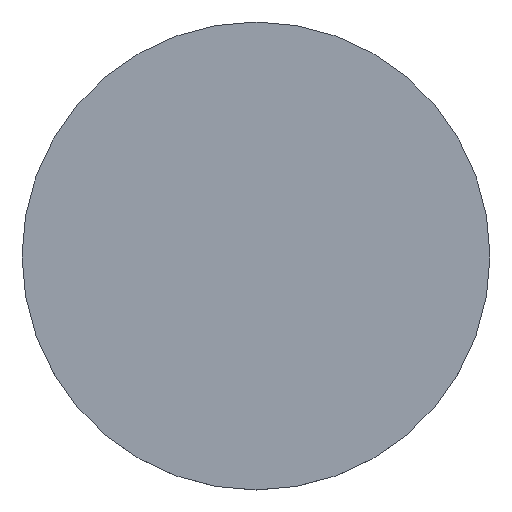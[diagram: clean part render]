
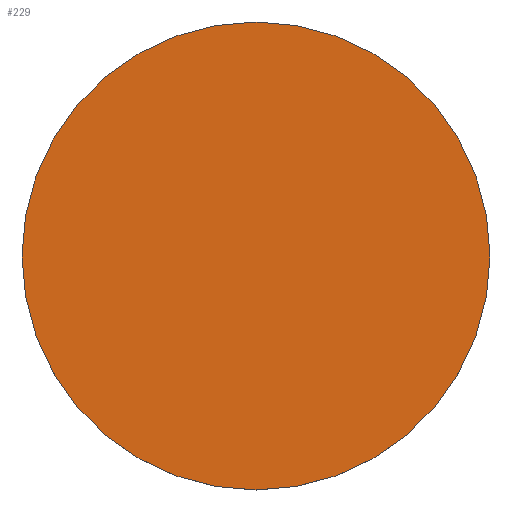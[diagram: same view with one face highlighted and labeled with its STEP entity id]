
A CAD part, top view. The second image highlights one B-rep face of the part: STEP entity #229.
In plain terms, the highlighted planar face has unit normal (0, 0, 1).
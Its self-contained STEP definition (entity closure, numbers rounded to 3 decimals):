
#8 = CARTESIAN_POINT ( 'NONE',  ( 0., 39.066, 8. ) ) ;
#15 = CARTESIAN_POINT ( 'NONE',  ( 0., 0., 8. ) ) ;
#16 = EDGE_CURVE ( 'NONE', #69, #22, #190, .T. ) ;
#22 = VERTEX_POINT ( 'NONE', #216 ) ;
#35 = DIRECTION ( 'NONE',  ( 0., 0., -1. ) ) ;
#36 = AXIS2_PLACEMENT_3D ( 'NONE', #8, #143, #86 ) ;
#38 = DIRECTION ( 'NONE',  ( 1., 0., 0. ) ) ;
#43 = DIRECTION ( 'NONE',  ( 0., 0., -1. ) ) ;
#60 = CARTESIAN_POINT ( 'NONE',  ( 19.05, 0., 8. ) ) ;
#69 = VERTEX_POINT ( 'NONE', #60 ) ;
#80 = AXIS2_PLACEMENT_3D ( 'NONE', #183, #43, #192 ) ;
#86 = DIRECTION ( 'NONE',  ( 1., 0., 0. ) ) ;
#101 = EDGE_CURVE ( 'NONE', #22, #69, #201, .T. ) ;
#103 = EDGE_LOOP ( 'NONE', ( #131, #191 ) ) ;
#116 = AXIS2_PLACEMENT_3D ( 'NONE', #15, #35, #38 ) ;
#131 = ORIENTED_EDGE ( 'NONE', *, *, #16, .F. ) ;
#139 = FACE_OUTER_BOUND ( 'NONE', #103, .T. ) ;
#143 = DIRECTION ( 'NONE',  ( 0., 0., 1. ) ) ;
#183 = CARTESIAN_POINT ( 'NONE',  ( 0., 0., 8. ) ) ;
#190 = CIRCLE ( 'NONE', #116, 19.05 ) ;
#191 = ORIENTED_EDGE ( 'NONE', *, *, #101, .F. ) ;
#192 = DIRECTION ( 'NONE',  ( 1., 0., 0. ) ) ;
#201 = CIRCLE ( 'NONE', #80, 19.05 ) ;
#210 = PLANE ( 'NONE',  #36 ) ;
#216 = CARTESIAN_POINT ( 'NONE',  ( -19.05, 0., 8. ) ) ;
#229 = ADVANCED_FACE ( 'NONE', ( #139 ), #210, .T. ) ;
